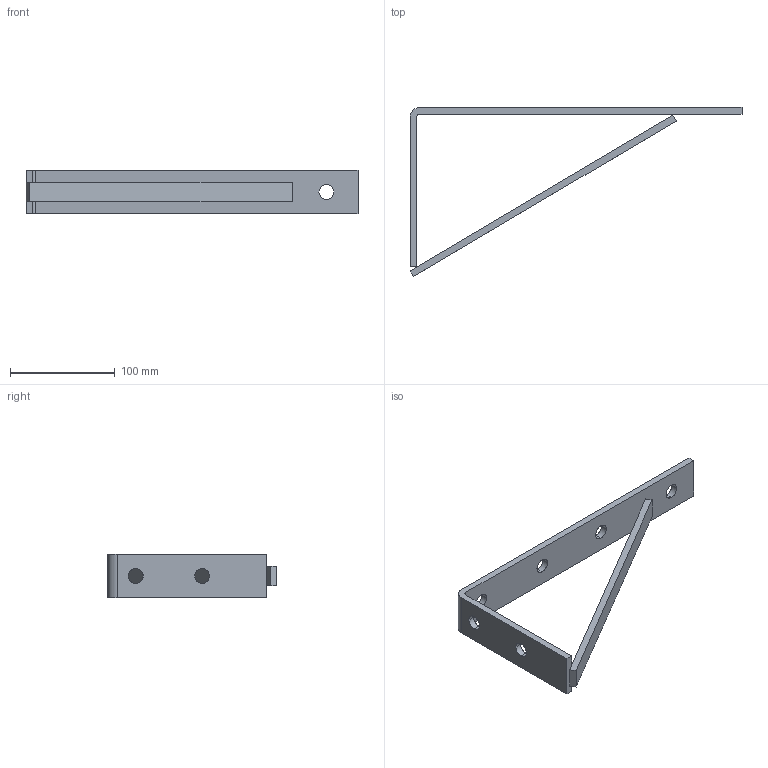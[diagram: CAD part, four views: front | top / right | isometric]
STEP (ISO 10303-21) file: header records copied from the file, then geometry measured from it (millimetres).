
FILE_DESCRIPTION(('TurboCAD Mac Pro'),'Build 980');
FILE_NAME('P1773.stp',' ',(''),(''),'ACIS Interop','IMSI','TurboCAD Mac Pro BY IMSI, INCORPORATED');
FILE_SCHEMA(('automotive_design'));
Length unit declared in the file: inch
Products named in the file (2): 1; 2
Bounding box: 317.5 x 161.66 x 41.27 mm (x, y, z)
Volume: 150014.1 mm3; surface area: 59288 mm2
Topology: 2 solids, 2 shells, 40 faces, 108 edges, 72 vertices
Faces by surface type: bspline 26, plane 14
Entity records: 1779 total; most frequent: CARTESIAN_POINT 560, ORIENTED_EDGE 216, EDGE_CURVE 108, DIRECTION 88, VERTEX_POINT 72, LINE 56, VECTOR 56, EDGE_LOOP 52
